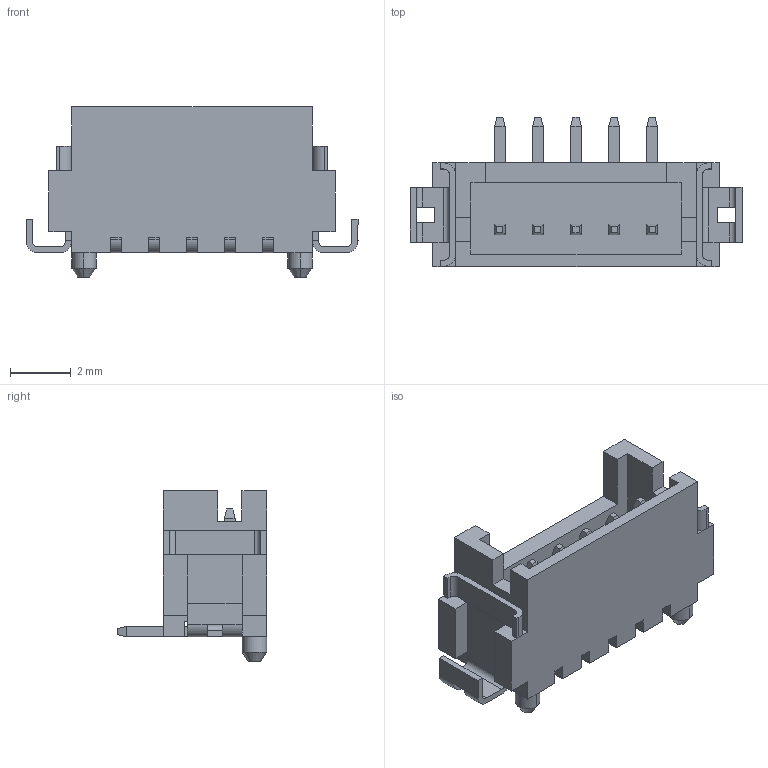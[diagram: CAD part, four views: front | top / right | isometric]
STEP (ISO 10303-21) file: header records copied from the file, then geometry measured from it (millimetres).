
FILE_DESCRIPTION((''),'2;1');
FILE_NAME('HIROSE_DF13-5P-1.25V(50).stp','2014-10-22T17:39:17',(''),(''),'Mechanical Desktop 2011','Mechanical Desktop 2011',', , ');
FILE_SCHEMA(('AUTOMOTIVE_DESIGN { 1 2 10303 214 1 1 1 1 }'));
Length unit declared in the file: millimetre
Products named in the file (1): Product
Bounding box: 10.9 x 4.9 x 5.6 mm (x, y, z)
Volume: 81.4 mm3; surface area: 343.7 mm2
Topology: 17 solids, 17 shells, 301 faces, 755 edges, 484 vertices
Faces by surface type: plane 242, cylinder 34, bspline 21, cone 4
Entity records: 8850 total; most frequent: CARTESIAN_POINT 1604, ORIENTED_EDGE 1510, DIRECTION 1391, EDGE_CURVE 755, VECTOR 681, LINE 681, VERTEX_POINT 484, AXIS2_PLACEMENT_3D 355
